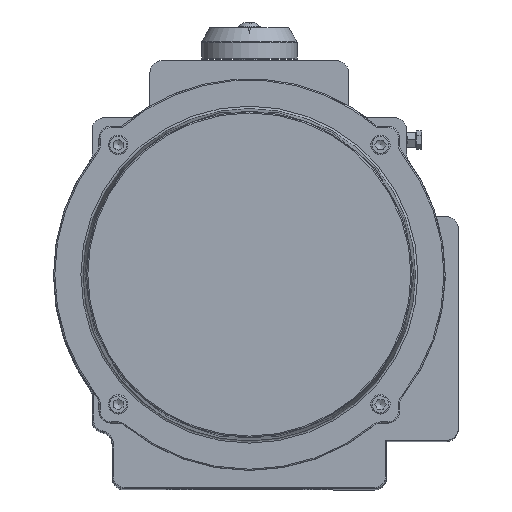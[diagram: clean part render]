
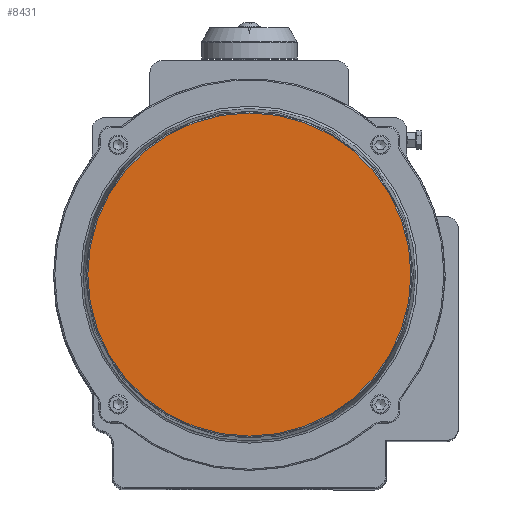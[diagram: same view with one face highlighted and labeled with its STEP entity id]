
A CAD part, top view. The second image highlights one B-rep face of the part: STEP entity #8431.
In plain terms, the highlighted planar face has unit normal (0, 0, 1).
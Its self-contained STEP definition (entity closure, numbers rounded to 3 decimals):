
#438=PLANE('',#9051);
#711=FACE_OUTER_BOUND('',#1214,.T.);
#1214=EDGE_LOOP('',(#5867));
#3020=CIRCLE('',#9050,133.695);
#3591=VERTEX_POINT('',#13253);
#4448=EDGE_CURVE('',#3591,#3591,#3020,.T.);
#5867=ORIENTED_EDGE('',*,*,#4448,.F.);
#8431=ADVANCED_FACE('',(#711),#438,.T.);
#9050=AXIS2_PLACEMENT_3D('',#13255,#10233,#10234);
#9051=AXIS2_PLACEMENT_3D('',#13256,#10235,#10236);
#10233=DIRECTION('center_axis',(0.,0.,-1.));
#10234=DIRECTION('ref_axis',(-1.,0.,0.));
#10235=DIRECTION('center_axis',(0.,0.,1.));
#10236=DIRECTION('ref_axis',(1.,0.,0.));
#13253=CARTESIAN_POINT('',(133.695,0.,412.5));
#13255=CARTESIAN_POINT('Origin',(0.,0.,412.5));
#13256=CARTESIAN_POINT('Origin',(0.,0.,412.5));
